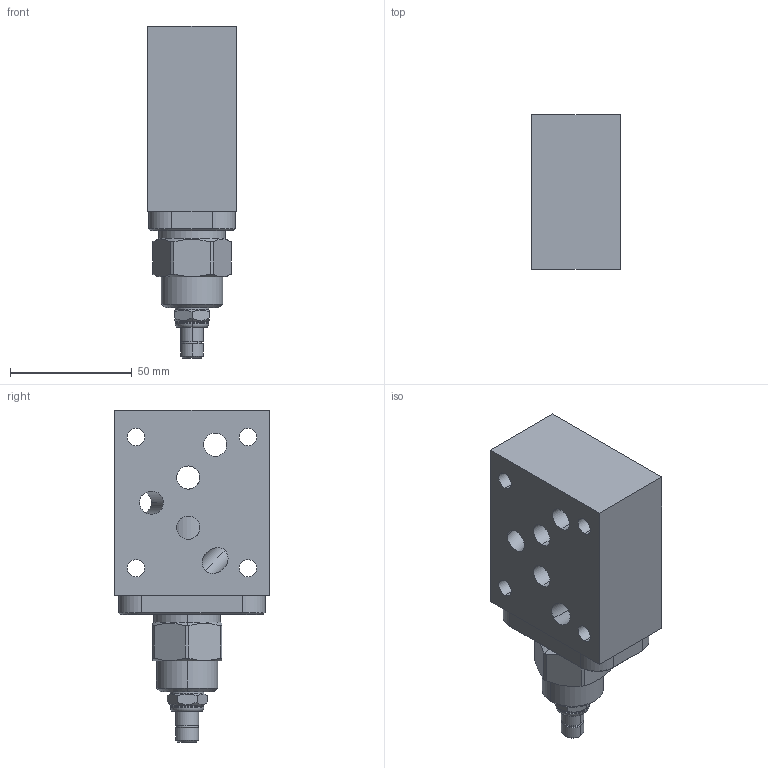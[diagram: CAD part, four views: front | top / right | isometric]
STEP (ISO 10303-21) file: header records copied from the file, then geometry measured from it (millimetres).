
FILE_DESCRIPTION((''),'2;1');
FILE_NAME('RPGCLAN-CBC_ASM','2024-01-04T',('ProEService'),(''),'PRO/ENGINEER BY PARAMETRIC TECHNOLOGY CORPORATION, 2014200','PRO/ENGINEER BY PARAMETRIC TECHNOLOGY CORPORATION, 2014200','');
FILE_SCHEMA(('CONFIG_CONTROL_DESIGN'));
Length unit declared in the file: inch
Products named in the file (5): 150-307; RPGCLAN; 500-001-014; 700-001; RPGCLAN-CBC_ASM
Assembly tree (8 placements, depth 2):
  RPGCLAN-CBC_ASM
    150-307
    RPGCLAN
    500-001-014  x5
    700-001
Bounding box: 36.53 x 63.5 x 136.53 mm (x, y, z)
Volume: 191460.3 mm3; surface area: 42232.2 mm2
Topology: 4 solids, 5 shells, 257 faces, 1023 edges, 928 vertices
Faces by surface type: cylinder 99, plane 71, cone 48, torus 27, revolution 8, sphere 4
Entity records: 12423 total; most frequent: CARTESIAN_POINT 4037, DIRECTION 1774, ORIENTED_EDGE 1230, VECTOR 636, LINE 636, EDGE_CURVE 615, AXIS2_PLACEMENT_3D 565, TRIMMED_CURVE 404
